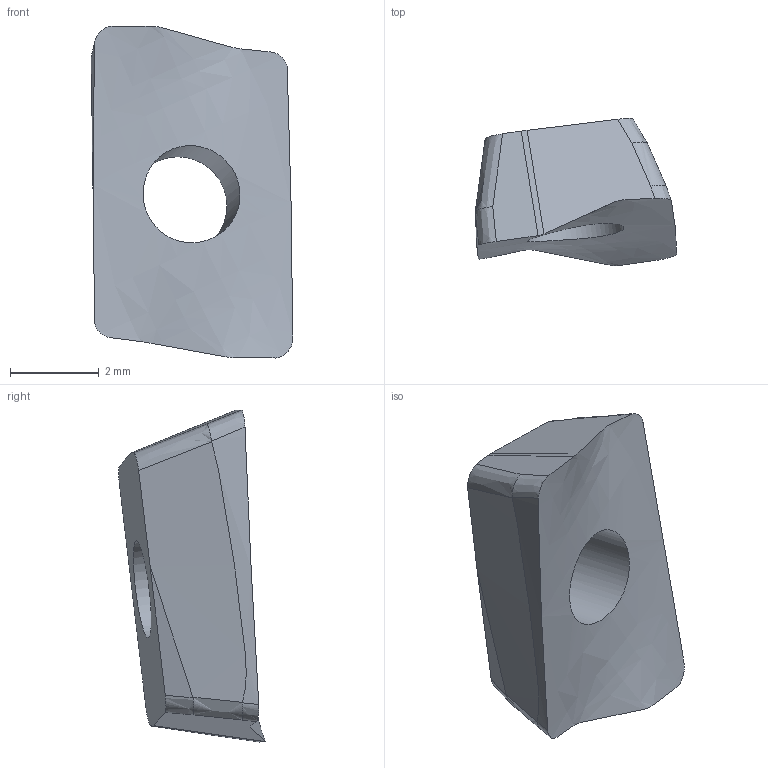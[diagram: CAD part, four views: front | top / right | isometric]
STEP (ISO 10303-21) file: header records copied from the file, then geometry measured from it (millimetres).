
FILE_DESCRIPTION(/* description */ (''),/* implementation_level */ '2;1');
FILE_NAME(/* name */ 'ADMX070204_SR_M_202400584ndi000_00_SIM.stp',/* time_stamp */ '2020-03-18T11:51:04+01:00',/* author */ (''),/* organization */ (''),/* preprocessor_version */ 'ST-DEVELOPER v16.7',/* originating_system */ 'SIEMENS PLM Software NX 12.0',/* authorisation */ '');
FILE_SCHEMA (('AUTOMOTIVE_DESIGN { 1 0 10303 214 3 1 1 1 }'));
Length unit declared in the file: millimetre
Products named in the file (1): fo341100BA25dlg5
Bounding box: 4.53 x 3.3 x 7.47 mm (x, y, z)
Volume: 46.8 mm3; surface area: 104.4 mm2
Topology: 1 solids, 1 shells, 25 faces, 87 edges, 64 vertices
Faces by surface type: bspline 15, plane 7, extrusion 2, cylinder 1
Full cylindrical faces by diameter (mm): 2.2 x1
Entity records: 4532 total; most frequent: CARTESIAN_POINT 3949, ORIENTED_EDGE 170, EDGE_CURVE 85, B_SPLINE_CURVE_WITH_KNOTS 71, VERTEX_POINT 63, DIRECTION 33, EDGE_LOOP 28, ADVANCED_FACE 25
